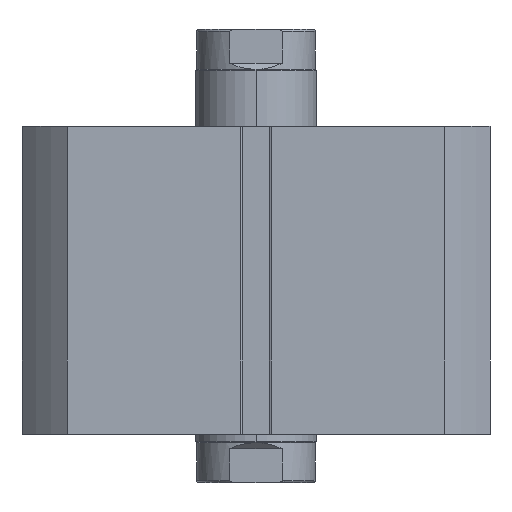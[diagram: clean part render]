
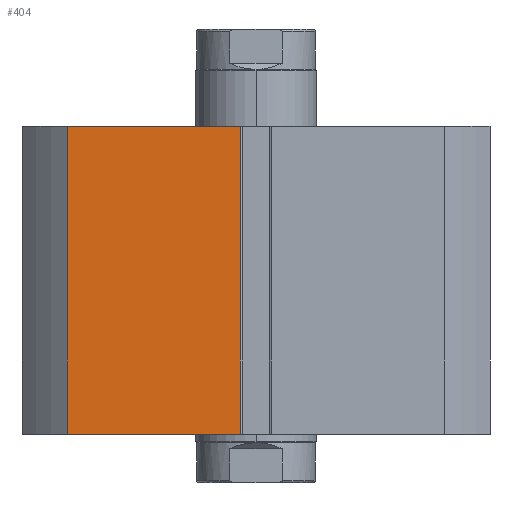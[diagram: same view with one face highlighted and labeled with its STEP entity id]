
A CAD part, front view. The second image highlights one B-rep face of the part: STEP entity #404.
In plain terms, the highlighted planar face has unit normal (0, -1, 0).
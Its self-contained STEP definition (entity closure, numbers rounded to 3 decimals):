
#96 = AXIS2_PLACEMENT_3D ( 'NONE', #987, #1623, #1845 ) ;
#404 = ADVANCED_FACE ( 'NONE', ( #4353 ), #992, .F. ) ;
#623 = CARTESIAN_POINT ( 'NONE',  ( -38.935, -48.25, 0. ) ) ;
#704 = CARTESIAN_POINT ( 'NONE',  ( -3.2, -48.25, 0. ) ) ;
#813 = CARTESIAN_POINT ( 'NONE',  ( -3.2, -48.25, 63.5 ) ) ;
#863 = CARTESIAN_POINT ( 'NONE',  ( -38.935, -48.25, 63.5 ) ) ;
#987 = CARTESIAN_POINT ( 'NONE',  ( -48.25, -48.25, 63.5 ) ) ;
#992 = PLANE ( 'NONE',  #96 ) ;
#1075 = VERTEX_POINT ( 'NONE', #813 ) ;
#1077 = VERTEX_POINT ( 'NONE', #863 ) ;
#1623 = DIRECTION ( 'NONE',  ( 0., 1., 0. ) ) ;
#1818 = VERTEX_POINT ( 'NONE', #704 ) ;
#1845 = DIRECTION ( 'NONE',  ( 0., 0., 1. ) ) ;
#1849 = VERTEX_POINT ( 'NONE', #623 ) ;
#2032 = EDGE_CURVE ( 'NONE', #1849, #1818, #4658, .T. ) ;
#2993 = VECTOR ( 'NONE', #3571, 1000. ) ;
#3003 = LINE ( 'NONE', #3570, #2993 ) ;
#3009 = LINE ( 'NONE', #3579, #3010 ) ;
#3010 = VECTOR ( 'NONE', #3580, 1000. ) ;
#3239 = LINE ( 'NONE', #4087, #3250 ) ;
#3250 = VECTOR ( 'NONE', #4088, 1000. ) ;
#3570 = CARTESIAN_POINT ( 'NONE',  ( -38.935, -48.25, 0. ) ) ;
#3571 = DIRECTION ( 'NONE',  ( 0., 0., 1. ) ) ;
#3579 = CARTESIAN_POINT ( 'NONE',  ( -3.2, -48.25, 63.5 ) ) ;
#3580 = DIRECTION ( 'NONE',  ( 0., 0., 1. ) ) ;
#4087 = CARTESIAN_POINT ( 'NONE',  ( -48.25, -48.25, 63.5 ) ) ;
#4088 = DIRECTION ( 'NONE',  ( 1., 0., 0. ) ) ;
#4353 = FACE_OUTER_BOUND ( 'NONE', #5651, .T. ) ;
#4658 = LINE ( 'NONE', #5309, #4665 ) ;
#4665 = VECTOR ( 'NONE', #5306, 1000. ) ;
#4900 = ORIENTED_EDGE ( 'NONE', *, *, #6696, .F. ) ;
#4906 = ORIENTED_EDGE ( 'NONE', *, *, #2032, .T. ) ;
#4908 = ORIENTED_EDGE ( 'NONE', *, *, #6528, .T. ) ;
#4912 = ORIENTED_EDGE ( 'NONE', *, *, #6524, .F. ) ;
#5306 = DIRECTION ( 'NONE',  ( 1., 0., 0. ) ) ;
#5309 = CARTESIAN_POINT ( 'NONE',  ( -48.25, -48.25, 0. ) ) ;
#5651 = EDGE_LOOP ( 'NONE', ( #4912, #4906, #4908, #4900 ) ) ;
#6524 = EDGE_CURVE ( 'NONE', #1849, #1077, #3003, .T. ) ;
#6528 = EDGE_CURVE ( 'NONE', #1818, #1075, #3009, .T. ) ;
#6696 = EDGE_CURVE ( 'NONE', #1077, #1075, #3239, .T. ) ;
